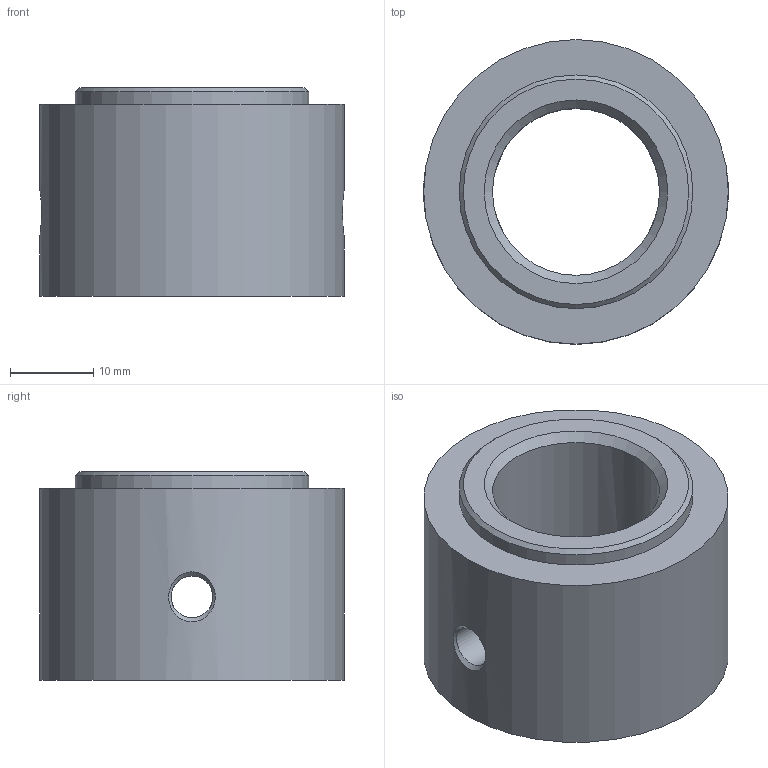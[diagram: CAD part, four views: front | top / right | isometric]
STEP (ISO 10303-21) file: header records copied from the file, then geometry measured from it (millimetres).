
FILE_DESCRIPTION(('STEP AP214'),'1');
FILE_NAME('PU360.01-douille bielle palpeur.A.2.stp','2024-05-09T13:36:23',(' '),(' '),'Spatial InterOp 3D',' ',' ');
FILE_SCHEMA(('AUTOMOTIVE_DESIGN { 1 0 10303 214 1 1 1 1 }'));
Length unit declared in the file: millimetre
Products named in the file (1): douille bielle palpeur
Bounding box: 36.5 x 36.5 x 25 mm (x, y, z)
Volume: 17039.6 mm3; surface area: 5926.3 mm2
Topology: 1 solids, 1 shells, 13 faces, 33 edges, 21 vertices
Faces by surface type: cone 5, cylinder 5, plane 3
Full cylindrical faces by diameter (mm): 5 x2, 20 x1, 28 x1, 36.5 x1
Entity records: 796 total; most frequent: CARTESIAN_POINT 284, DIRECTION 50, EDGE_LOOP 30, ORIENTED_EDGE 30, AXIS2_PLACEMENT_3D 25, PROPERTY_DEFINITION_REPRESENTATION 24, GENERAL_PROPERTY_ASSOCIATION 24, PROPERTY_DEFINITION 24
